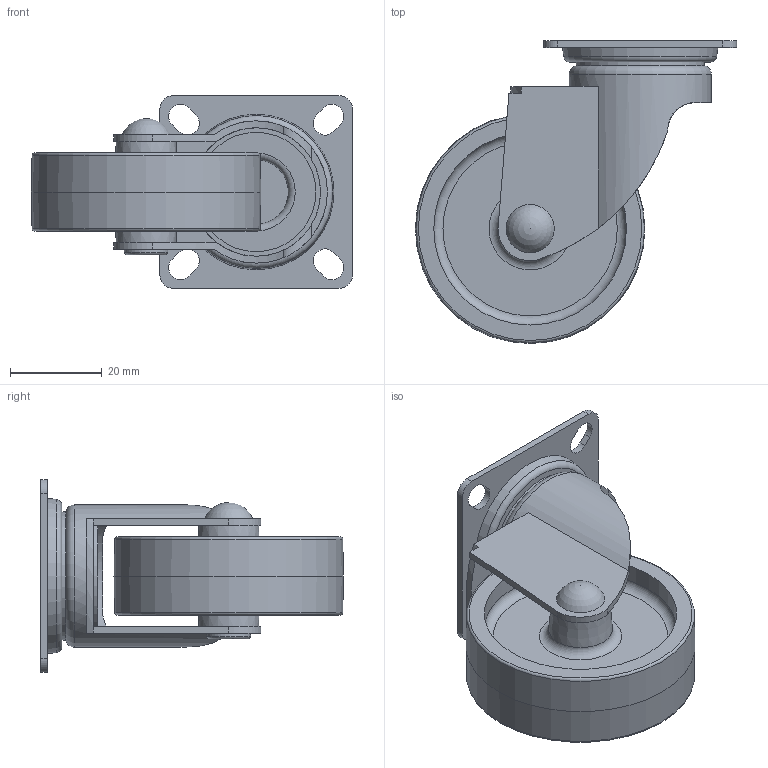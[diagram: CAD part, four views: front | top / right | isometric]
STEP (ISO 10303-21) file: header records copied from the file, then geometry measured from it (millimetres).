
FILE_DESCRIPTION(/* description */ ('STEP AP203'),/* implementation_level */ '2;1');
FILE_NAME(/* name */ '324102',/* time_stamp */ '2023-07-05T16:00:31+02:00',/* author */ ('License CC BY-ND 4.0'),/* organization */ ('CADENAS'),/* preprocessor_version */ 'ST-DEVELOPER v19.3',/* originating_system */ 'PARTsolutions',/* authorisation */ ' ');
FILE_SCHEMA (('CONFIG_CONTROL_DESIGN'));
Length unit declared in the file: millimetre
Products named in the file (3): 324102; 32 SRP 66; 321104
Assembly tree (2 placements, depth 2):
  324102
    32 SRP 66
    321104
Bounding box: 70 x 66 x 42 mm (x, y, z)
Volume: 31716.5 mm3; surface area: 20354.9 mm2
Topology: 2 solids, 2 shells, 94 faces, 217 edges, 139 vertices
Faces by surface type: plane 39, cylinder 30, torus 18, cone 6, sphere 1
Full cylindrical faces by diameter (mm): 8 x2, 9 x1, 9.5 x1, 14 x1, 26 x1, 28 x2, 31 x1, 42 x2
Entity records: 2570 total; most frequent: CARTESIAN_POINT 457, DIRECTION 450, ORIENTED_EDGE 348, AXIS2_PLACEMENT_3D 187, EDGE_CURVE 174, EDGE_LOOP 154, FACE_BOUND 154, VERTEX_POINT 132
